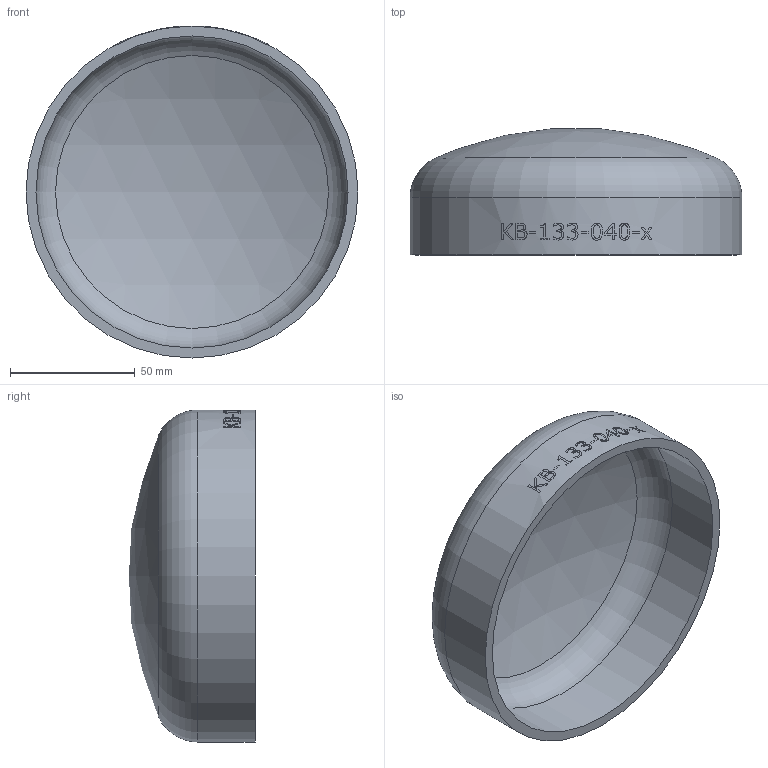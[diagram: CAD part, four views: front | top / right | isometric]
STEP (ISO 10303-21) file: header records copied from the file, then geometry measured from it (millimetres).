
FILE_DESCRIPTION (( 'STEP AP214' ), '1' );
FILE_NAME ('KB-133-040-x Klöpperboden 2003.STEP', '2020-03-26T12:06:37', ( '' ), ( '' ), 'SwSTEP 2.0', 'SolidWorks 2016', '' );
FILE_SCHEMA (( 'AUTOMOTIVE_DESIGN' ));
Length unit declared in the file: millimetre
Products named in the file (1): KB-133-040-x Klöpperboden 2003
Bounding box: 133 x 50.54 x 133 mm (x, y, z)
Volume: 104822.6 mm3; surface area: 54096.9 mm2
Topology: 1 solids, 1 shells, 186 faces, 496 edges, 330 vertices
Faces by surface type: bspline 91, plane 72, cylinder 19, torus 2, sphere 2
Full cylindrical faces by diameter (mm): 125 x1, 133 x1
Entity records: 21986 total; most frequent: CARTESIAN_POINT 16182, ORIENTED_EDGE 984, EDGE_CURVE 492, DIRECTION 473, VERTEX_POINT 330, B_SPLINE_CURVE_WITH_KNOTS 295, EDGE_LOOP 208, FACE_OUTER_BOUND 190
